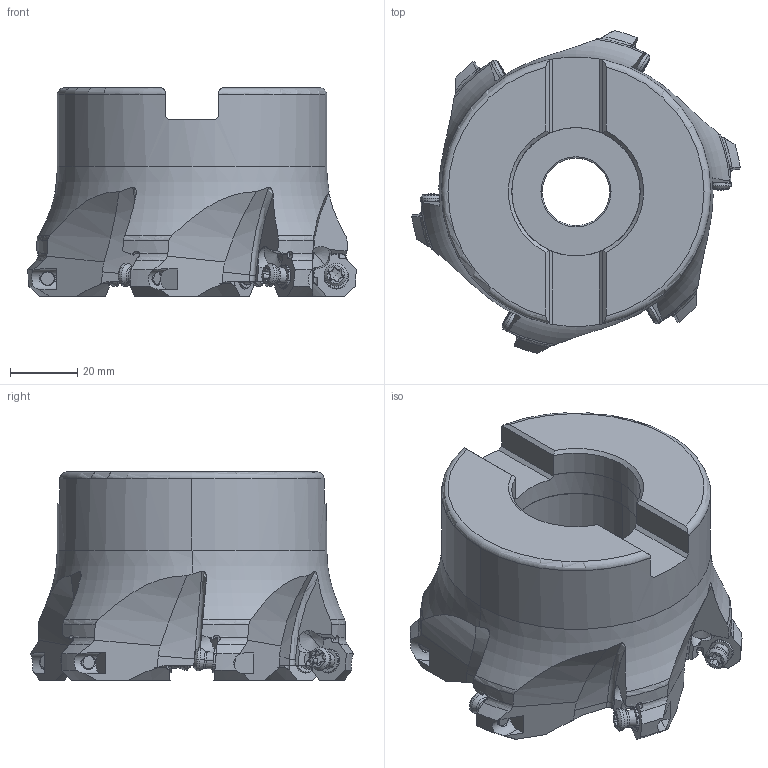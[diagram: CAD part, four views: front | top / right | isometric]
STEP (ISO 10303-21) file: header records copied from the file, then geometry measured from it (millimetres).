
FILE_DESCRIPTION((''),'2;1');
FILE_NAME('BRP7UPR0406E_ASM','2021-08-19T11:31:08',('tlyw01'),('PTC Japan'),'CREO PARAMETRIC BY PTC INC, 2018500','CREO PARAMETRIC BY PTC INC, 2018500','');
FILE_SCHEMA(('AUTOMOTIVE_DESIGN { 1 0 10303 214 1 1 1 1 }'));
Length unit declared in the file: millimetre
Products named in the file (8): BRP7UPR0406E_1; BRP7UPR0406E_2; BRP7UPR0406E_3; BRP7UPR0406E_4; BRP7UPR0406E_5; BRP7UPR0406E_6; BRP7UPR0406E_7; BRP7UPR0406E_ASM
Assembly tree (7 placements, depth 2):
  BRP7UPR0406E_ASM
    BRP7UPR0406E_1
    BRP7UPR0406E_2
    BRP7UPR0406E_3
    BRP7UPR0406E_4
    BRP7UPR0406E_5
    BRP7UPR0406E_6
    BRP7UPR0406E_7
Bounding box: 97.51 x 95.92 x 61.87 mm (x, y, z)
Volume: 239045.9 mm3; surface area: 35958.2 mm2
Topology: 7 solids, 7 shells, 507 faces, 1424 edges, 920 vertices
Faces by surface type: cylinder 192, cone 122, plane 99, torus 82, bspline 12
Entity records: 29876 total; most frequent: CARTESIAN_POINT 9089, ORIENTED_EDGE 2800, DIRECTION 2476, PRESENTATION_STYLE_ASSIGNMENT 1923, STYLED_ITEM 1923, CURVE_STYLE 1409, EDGE_CURVE 1400, AXIS2_PLACEMENT_3D 1052
